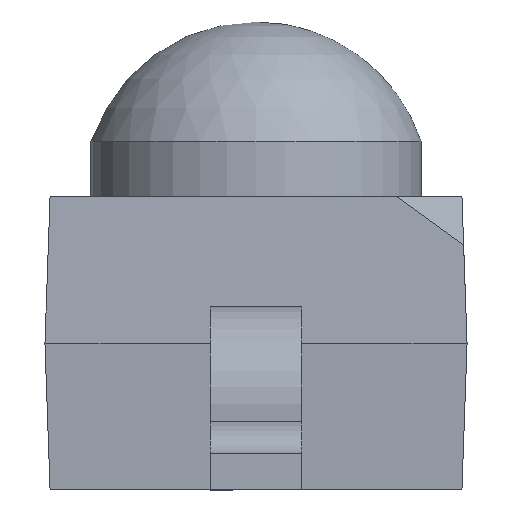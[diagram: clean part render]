
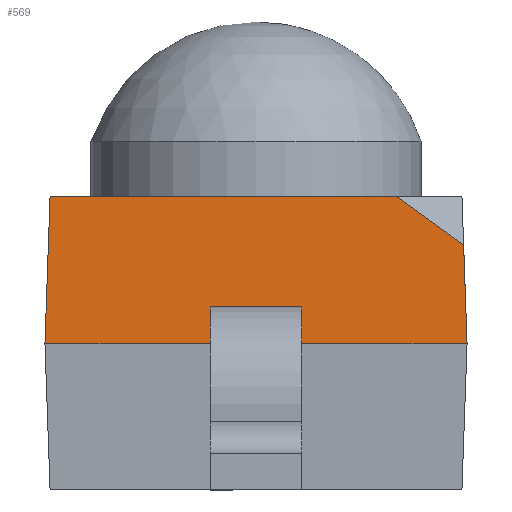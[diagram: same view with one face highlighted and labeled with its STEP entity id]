
A CAD part, front view. The second image highlights one B-rep face of the part: STEP entity #569.
In plain terms, the highlighted free-form (B-spline) face has degree [1, 1] with [2, 2] control points.
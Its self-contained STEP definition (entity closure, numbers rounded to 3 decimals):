
#119 = VERTEX_POINT('',#120);
#120 = CARTESIAN_POINT('',(-1.15,-1.15,0.8));
#233 = VERTEX_POINT('',#234);
#234 = CARTESIAN_POINT('',(1.15,-1.15,0.8));
#255 = EDGE_CURVE('',#233,#256,#258,.T.);
#256 = VERTEX_POINT('',#257);
#257 = CARTESIAN_POINT('',(0.25,-1.15,0.8));
#258 = LINE('',#259,#260);
#259 = CARTESIAN_POINT('',(1.15,-1.15,0.8));
#260 = VECTOR('',#261,1.);
#261 = DIRECTION('',(-1.,0.,0.));
#264 = VERTEX_POINT('',#265);
#265 = CARTESIAN_POINT('',(-0.25,-1.15,0.8));
#271 = EDGE_CURVE('',#264,#119,#272,.T.);
#272 = LINE('',#273,#274);
#273 = CARTESIAN_POINT('',(1.15,-1.15,0.8));
#274 = VECTOR('',#275,1.);
#275 = DIRECTION('',(-1.,0.,0.));
#296 = EDGE_CURVE('',#119,#297,#299,.T.);
#297 = VERTEX_POINT('',#298);
#298 = CARTESIAN_POINT('',(-1.122,-1.122,1.6));
#299 = B_SPLINE_CURVE_WITH_KNOTS('',1,(#300,#301),.UNSPECIFIED.,.F.,.F.,
  (2,2),(0.,1.),.PIECEWISE_BEZIER_KNOTS.);
#300 = CARTESIAN_POINT('',(-1.15,-1.15,0.8));
#301 = CARTESIAN_POINT('',(-1.122,-1.122,1.6));
#498 = VERTEX_POINT('',#499);
#499 = CARTESIAN_POINT('',(1.131,-1.131,1.335
    ));
#507 = EDGE_CURVE('',#233,#498,#508,.T.);
#508 = B_SPLINE_CURVE_WITH_KNOTS('',1,(#509,#510),.UNSPECIFIED.,.F.,.F.,
  (2,2),(0.,1.),.PIECEWISE_BEZIER_KNOTS.);
#509 = CARTESIAN_POINT('',(1.15,-1.15,0.8));
#510 = CARTESIAN_POINT('',(1.122,-1.122,1.6));
#522 = EDGE_CURVE('',#523,#297,#525,.T.);
#523 = VERTEX_POINT('',#524);
#524 = CARTESIAN_POINT('',(0.765,-1.122,1.6));
#525 = LINE('',#526,#527);
#526 = CARTESIAN_POINT('',(1.15,-1.122,1.6));
#527 = VECTOR('',#528,1.);
#528 = DIRECTION('',(-1.,0.,0.));
#569 = ADVANCED_FACE('',(#570),#614,.T.);
#570 = FACE_BOUND('',#571,.T.);
#571 = EDGE_LOOP('',(#572,#573,#574,#582,#583,#584,#585,#597,#604));
#572 = ORIENTED_EDGE('',*,*,#255,.F.);
#573 = ORIENTED_EDGE('',*,*,#507,.T.);
#574 = ORIENTED_EDGE('',*,*,#575,.T.);
#575 = EDGE_CURVE('',#498,#523,#576,.T.);
#576 = B_SPLINE_CURVE_WITH_KNOTS('',4,(#577,#578,#579,#580,#581),
  .UNSPECIFIED.,.F.,.F.,(5,5),(0.,1.),.PIECEWISE_BEZIER_KNOTS.);
#577 = CARTESIAN_POINT('',(1.131,-1.131,1.335
    ));
#578 = CARTESIAN_POINT('',(1.04,-1.129,1.401
    ));
#579 = CARTESIAN_POINT('',(0.948,-1.127,1.467
    ));
#580 = CARTESIAN_POINT('',(0.857,-1.124,1.534
    ));
#581 = CARTESIAN_POINT('',(0.765,-1.122,1.6));
#582 = ORIENTED_EDGE('',*,*,#522,.T.);
#583 = ORIENTED_EDGE('',*,*,#296,.F.);
#584 = ORIENTED_EDGE('',*,*,#271,.F.);
#585 = ORIENTED_EDGE('',*,*,#586,.T.);
#586 = EDGE_CURVE('',#264,#587,#589,.T.);
#587 = VERTEX_POINT('',#588);
#588 = CARTESIAN_POINT('',(-0.25,-1.143,1.));
#589 = B_SPLINE_CURVE_WITH_KNOTS('',3,(#590,#591,#592,#593,#594,#595,
    #596),.UNSPECIFIED.,.F.,.F.,(4,1,1,1,4),(0.,0.276,
    0.552,0.828,1.),.UNSPECIFIED.);
#590 = CARTESIAN_POINT('',(-0.25,-1.15,0.8));
#591 = CARTESIAN_POINT('',(-0.25,-1.149,0.818));
#592 = CARTESIAN_POINT('',(-0.25,-1.148,0.855));
#593 = CARTESIAN_POINT('',(-0.25,-1.146,0.91));
#594 = CARTESIAN_POINT('',(-0.25,-1.144,0.959));
#595 = CARTESIAN_POINT('',(-0.25,-1.143,0.989));
#596 = CARTESIAN_POINT('',(-0.25,-1.143,1.));
#597 = ORIENTED_EDGE('',*,*,#598,.F.);
#598 = EDGE_CURVE('',#599,#587,#601,.T.);
#599 = VERTEX_POINT('',#600);
#600 = CARTESIAN_POINT('',(0.25,-1.143,1.));
#601 = B_SPLINE_CURVE_WITH_KNOTS('',1,(#602,#603),.UNSPECIFIED.,.F.,.F.,
  (2,2),(0.,1.),.PIECEWISE_BEZIER_KNOTS.);
#602 = CARTESIAN_POINT('',(0.25,-1.143,1.));
#603 = CARTESIAN_POINT('',(-0.25,-1.143,1.));
#604 = ORIENTED_EDGE('',*,*,#605,.F.);
#605 = EDGE_CURVE('',#256,#599,#606,.T.);
#606 = B_SPLINE_CURVE_WITH_KNOTS('',3,(#607,#608,#609,#610,#611,#612,
    #613),.UNSPECIFIED.,.F.,.F.,(4,1,1,1,4),(0.,0.276,
    0.552,0.828,1.),.UNSPECIFIED.);
#607 = CARTESIAN_POINT('',(0.25,-1.15,0.8));
#608 = CARTESIAN_POINT('',(0.25,-1.149,0.818));
#609 = CARTESIAN_POINT('',(0.25,-1.148,0.855));
#610 = CARTESIAN_POINT('',(0.25,-1.146,0.91));
#611 = CARTESIAN_POINT('',(0.25,-1.144,0.959));
#612 = CARTESIAN_POINT('',(0.25,-1.143,0.989));
#613 = CARTESIAN_POINT('',(0.25,-1.143,1.));
#614 = B_SPLINE_SURFACE_WITH_KNOTS('',1,1,(
    (#615,#616)
    ,(#617,#618
    )),.UNSPECIFIED.,.F.,.F.,.F.,(2,2),(2,2),(-2.3,0.),(0.,1.),
  .PIECEWISE_BEZIER_KNOTS.);
#615 = CARTESIAN_POINT('',(-1.15,-1.15,0.8));
#616 = CARTESIAN_POINT('',(-1.122,-1.122,1.6));
#617 = CARTESIAN_POINT('',(1.15,-1.15,0.8));
#618 = CARTESIAN_POINT('',(1.122,-1.122,1.6));
